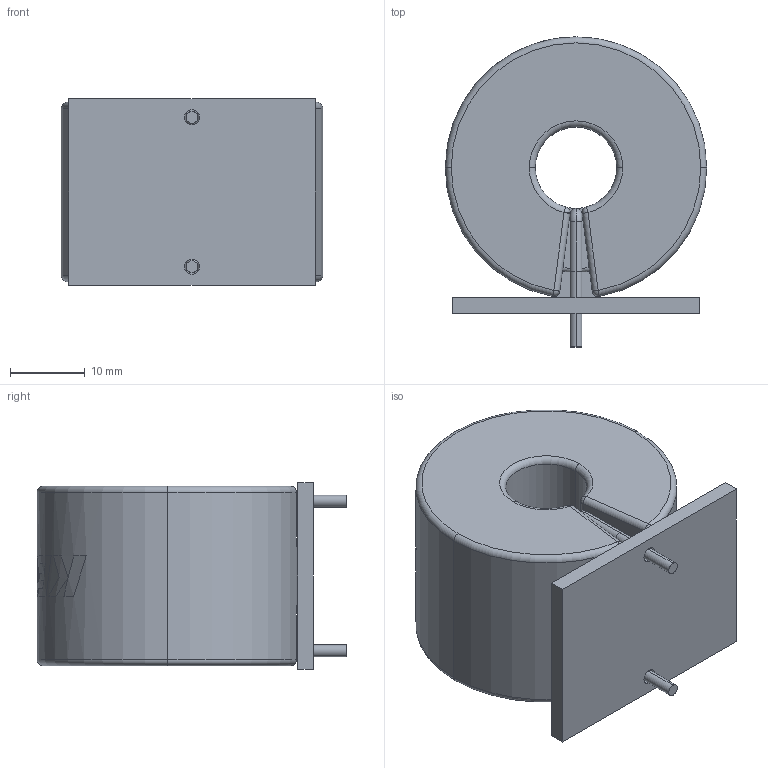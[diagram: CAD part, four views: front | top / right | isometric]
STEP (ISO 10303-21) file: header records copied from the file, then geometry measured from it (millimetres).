
FILE_DESCRIPTION (( 'STEP AP214' ), '1' );
FILE_NAME ('SN14P-300J.STEP', '2019-01-29T08:31:45', ( '' ), ( '' ), 'SwSTEP 2.0', 'SolidWorks 2018', '' );
FILE_SCHEMA (( 'AUTOMOTIVE_DESIGN' ));
Length unit declared in the file: millimetre
Products named in the file (1): SN14P-300J
Bounding box: 35 x 41.5 x 25 mm (x, y, z)
Volume: 22111.8 mm3; surface area: 7385.4 mm2
Topology: 1 solids, 1 shells, 99 faces, 288 edges, 189 vertices
Faces by surface type: cylinder 47, plane 22, torus 20, sphere 10
Entity records: 4526 total; most frequent: CARTESIAN_POINT 770, ORIENTED_EDGE 568, DIRECTION 565, EDGE_CURVE 284, AXIS2_PLACEMENT_3D 238, VERTEX_POINT 189, CIRCLE 138, EDGE_LOOP 107
